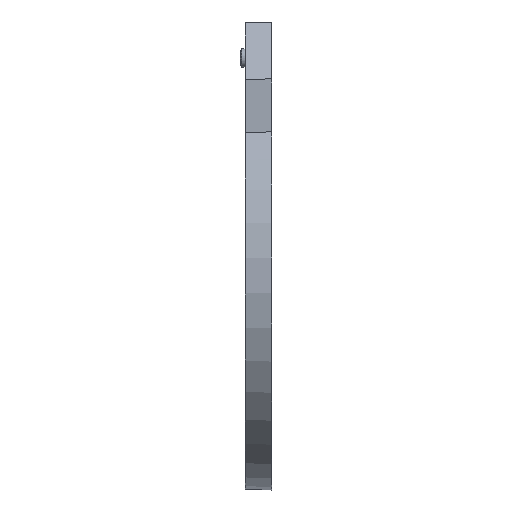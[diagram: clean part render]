
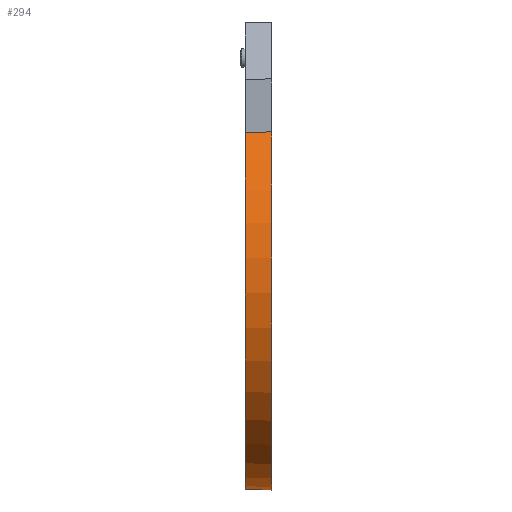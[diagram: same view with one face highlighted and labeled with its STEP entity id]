
A CAD part, left-side view. The second image highlights one B-rep face of the part: STEP entity #294.
In plain terms, the highlighted conical face has half-angle 2 degrees and reference radius 26.949 mm.
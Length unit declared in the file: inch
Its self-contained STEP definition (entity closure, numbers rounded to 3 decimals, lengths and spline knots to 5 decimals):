
#50 = CARTESIAN_POINT ( 'NONE',  ( 0., -0.135, -1.06571 ) ) ;
#90 = CIRCLE ( 'NONE', #858, 1.061 ) ;
#148 = EDGE_CURVE ( 'NONE', #278, #876, #201, .T. ) ;
#158 = CONICAL_SURFACE ( 'NONE', #510, 1.061, 0.035 ) ;
#196 = CARTESIAN_POINT ( 'NONE',  ( -0.767, 0., 0.7331 ) ) ;
#201 = CIRCLE ( 'NONE', #1263, 1.06571 ) ;
#222 = CARTESIAN_POINT ( 'NONE',  ( 0., 0., -1.061 ) ) ;
#257 = EDGE_CURVE ( 'NONE', #908, #278, #1154, .T. ) ;
#278 = VERTEX_POINT ( 'NONE', #621 ) ;
#294 = ADVANCED_FACE ( 'NONE', ( #486 ), #158, .T. ) ;
#298 = DIRECTION ( 'NONE',  ( 0., -1., 0. ) ) ;
#325 = CARTESIAN_POINT ( 'NONE',  ( 0., 0., 0. ) ) ;
#379 = ORIENTED_EDGE ( 'NONE', *, *, #1030, .T. ) ;
#387 = DIRECTION ( 'NONE',  ( 0., 0., -1. ) ) ;
#424 = VECTOR ( 'NONE', #1307, 39.37008 ) ;
#486 = FACE_OUTER_BOUND ( 'NONE', #653, .T. ) ;
#509 = CARTESIAN_POINT ( 'NONE',  ( 0., 0., 0. ) ) ;
#510 = AXIS2_PLACEMENT_3D ( 'NONE', #325, #298, #387 ) ;
#621 = CARTESIAN_POINT ( 'NONE',  ( -0.77171, -0.135, 0.73499 ) ) ;
#623 = DIRECTION ( 'NONE',  ( 0., 0., -1. ) ) ;
#653 = EDGE_LOOP ( 'NONE', ( #1360, #379, #771, #1243 ) ) ;
#658 = CARTESIAN_POINT ( 'NONE',  ( -0.77171, -0.135, 0.73499 ) ) ;
#726 = CARTESIAN_POINT ( 'NONE',  ( 0., 0., -1.061 ) ) ;
#771 = ORIENTED_EDGE ( 'NONE', *, *, #148, .F. ) ;
#797 = DIRECTION ( 'NONE',  ( 0., 0., -1. ) ) ;
#805 = DIRECTION ( 'NONE',  ( 0., -1., 0. ) ) ;
#812 = CARTESIAN_POINT ( 'NONE',  ( -0.77014, -0.09, 0.73436 ) ) ;
#831 = EDGE_CURVE ( 'NONE', #908, #1297, #90, .T. ) ;
#858 = AXIS2_PLACEMENT_3D ( 'NONE', #509, #1267, #623 ) ;
#876 = VERTEX_POINT ( 'NONE', #50 ) ;
#908 = VERTEX_POINT ( 'NONE', #196 ) ;
#1030 = EDGE_CURVE ( 'NONE', #1297, #876, #1294, .T. ) ;
#1154 = B_SPLINE_CURVE_WITH_KNOTS ( 'NONE', 3,
 ( #1244, #1293, #812, #658 ),
 .UNSPECIFIED., .F., .F.,
 ( 4, 4 ),
 ( 0., 0.00343 ),
 .UNSPECIFIED. ) ;
#1243 = ORIENTED_EDGE ( 'NONE', *, *, #257, .F. ) ;
#1244 = CARTESIAN_POINT ( 'NONE',  ( -0.767, 0., 0.7331 ) ) ;
#1263 = AXIS2_PLACEMENT_3D ( 'NONE', #1422, #805, #797 ) ;
#1267 = DIRECTION ( 'NONE',  ( 0., -1., 0. ) ) ;
#1293 = CARTESIAN_POINT ( 'NONE',  ( -0.76857, -0.045, 0.73373 ) ) ;
#1294 = LINE ( 'NONE', #222, #424 ) ;
#1297 = VERTEX_POINT ( 'NONE', #726 ) ;
#1307 = DIRECTION ( 'NONE',  ( 0., -0.999, -0.035 ) ) ;
#1360 = ORIENTED_EDGE ( 'NONE', *, *, #831, .T. ) ;
#1422 = CARTESIAN_POINT ( 'NONE',  ( 0., -0.135, 0. ) ) ;
